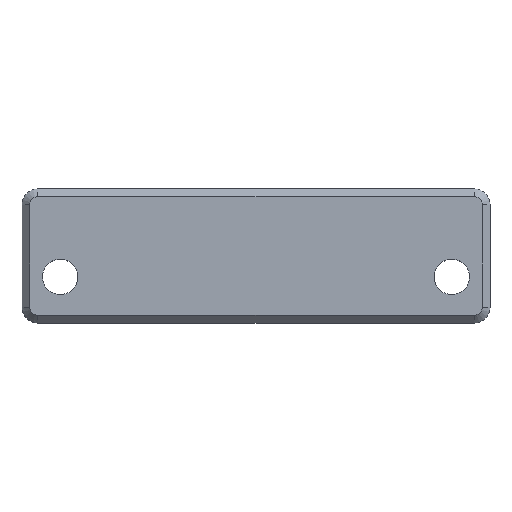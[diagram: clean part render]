
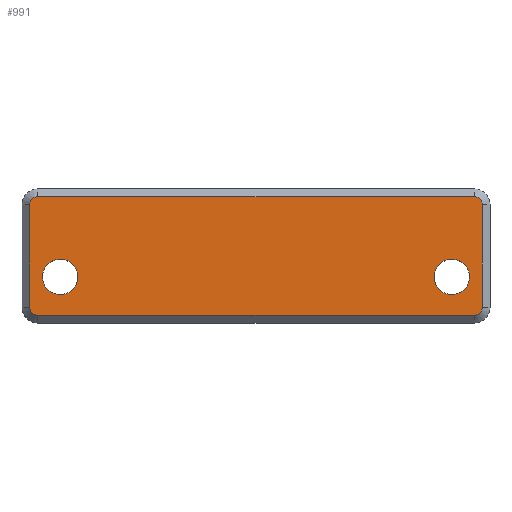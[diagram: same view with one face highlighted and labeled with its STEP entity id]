
A CAD part, top view. The second image highlights one B-rep face of the part: STEP entity #991.
In plain terms, the highlighted planar face has unit normal (0, 0, 1).
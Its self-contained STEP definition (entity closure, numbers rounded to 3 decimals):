
#17=FACE_BOUND('',#197,.T.);
#18=FACE_BOUND('',#198,.T.);
#81=CIRCLE('',#1089,1.);
#83=CIRCLE('',#1093,1.);
#84=CIRCLE('',#1096,1.);
#85=CIRCLE('',#1099,1.);
#86=CIRCLE('',#1104,2.25);
#87=CIRCLE('',#1105,2.25);
#135=FACE_OUTER_BOUND('',#196,.T.);
#196=EDGE_LOOP('',(#849,#850,#851,#852,#853,#854,#855,#856));
#197=EDGE_LOOP('',(#857));
#198=EDGE_LOOP('',(#858));
#284=LINE('',#1642,#381);
#288=LINE('',#1654,#385);
#292=LINE('',#1664,#389);
#295=LINE('',#1672,#392);
#381=VECTOR('',#1332,10.);
#385=VECTOR('',#1344,10.);
#389=VECTOR('',#1356,10.);
#392=VECTOR('',#1365,10.);
#476=VERTEX_POINT('',#1639);
#477=VERTEX_POINT('',#1641);
#479=VERTEX_POINT('',#1647);
#481=VERTEX_POINT('',#1652);
#482=VERTEX_POINT('',#1658);
#483=VERTEX_POINT('',#1662);
#484=VERTEX_POINT('',#1666);
#485=VERTEX_POINT('',#1670);
#486=VERTEX_POINT('',#1681);
#487=VERTEX_POINT('',#1683);
#597=EDGE_CURVE('',#476,#477,#284,.T.);
#601=EDGE_CURVE('',#479,#476,#81,.T.);
#603=EDGE_CURVE('',#481,#479,#288,.T.);
#607=EDGE_CURVE('',#482,#481,#83,.T.);
#609=EDGE_CURVE('',#483,#482,#292,.T.);
#611=EDGE_CURVE('',#484,#483,#84,.T.);
#613=EDGE_CURVE('',#485,#484,#295,.T.);
#614=EDGE_CURVE('',#477,#485,#85,.T.);
#617=EDGE_CURVE('',#486,#486,#86,.T.);
#618=EDGE_CURVE('',#487,#487,#87,.T.);
#849=ORIENTED_EDGE('',*,*,#597,.F.);
#850=ORIENTED_EDGE('',*,*,#601,.F.);
#851=ORIENTED_EDGE('',*,*,#603,.F.);
#852=ORIENTED_EDGE('',*,*,#607,.F.);
#853=ORIENTED_EDGE('',*,*,#609,.F.);
#854=ORIENTED_EDGE('',*,*,#611,.F.);
#855=ORIENTED_EDGE('',*,*,#613,.F.);
#856=ORIENTED_EDGE('',*,*,#614,.F.);
#857=ORIENTED_EDGE('',*,*,#617,.T.);
#858=ORIENTED_EDGE('',*,*,#618,.T.);
#939=PLANE('',#1103);
#991=ADVANCED_FACE('',(#135,#17,#18),#939,.T.);
#1089=AXIS2_PLACEMENT_3D('',#1649,#1339,#1340);
#1093=AXIS2_PLACEMENT_3D('',#1660,#1351,#1352);
#1096=AXIS2_PLACEMENT_3D('',#1668,#1360,#1361);
#1099=AXIS2_PLACEMENT_3D('',#1674,#1368,#1369);
#1103=AXIS2_PLACEMENT_3D('',#1680,#1378,#1379);
#1104=AXIS2_PLACEMENT_3D('',#1682,#1380,#1381);
#1105=AXIS2_PLACEMENT_3D('',#1684,#1382,#1383);
#1332=DIRECTION('',(-1.,0.,0.));
#1339=DIRECTION('center_axis',(0.,0.,-1.));
#1340=DIRECTION('ref_axis',(0.707,-0.707,0.));
#1344=DIRECTION('',(0.,-1.,0.));
#1351=DIRECTION('center_axis',(0.,0.,-1.));
#1352=DIRECTION('ref_axis',(0.707,0.707,0.));
#1356=DIRECTION('',(1.,0.,0.));
#1360=DIRECTION('center_axis',(0.,0.,-1.));
#1361=DIRECTION('ref_axis',(-0.707,0.707,0.));
#1365=DIRECTION('',(0.,1.,0.));
#1368=DIRECTION('center_axis',(0.,0.,-1.));
#1369=DIRECTION('ref_axis',(-0.707,-0.707,0.));
#1378=DIRECTION('center_axis',(0.,0.,1.));
#1379=DIRECTION('ref_axis',(1.,0.,0.));
#1380=DIRECTION('center_axis',(0.,0.,-1.));
#1381=DIRECTION('ref_axis',(1.,0.,0.));
#1382=DIRECTION('center_axis',(0.,0.,-1.));
#1383=DIRECTION('ref_axis',(1.,0.,0.));
#1639=CARTESIAN_POINT('',(27.7,-70.,37.07));
#1641=CARTESIAN_POINT('',(-27.7,-70.,37.07));
#1642=CARTESIAN_POINT('',(-14.85,-70.,37.07));
#1647=CARTESIAN_POINT('',(28.7,-69.,37.07));
#1649=CARTESIAN_POINT('Origin',(27.7,-69.,37.07));
#1652=CARTESIAN_POINT('',(28.7,-55.975,37.07));
#1654=CARTESIAN_POINT('',(28.7,-66.744,37.07));
#1658=CARTESIAN_POINT('',(27.7,-54.975,37.07));
#1660=CARTESIAN_POINT('Origin',(27.7,-55.975,37.07));
#1662=CARTESIAN_POINT('',(-27.7,-54.975,37.07));
#1664=CARTESIAN_POINT('',(14.85,-54.975,37.07));
#1666=CARTESIAN_POINT('',(-28.7,-55.975,37.07));
#1668=CARTESIAN_POINT('Origin',(-27.7,-55.975,37.07));
#1670=CARTESIAN_POINT('',(-28.7,-69.,37.07));
#1672=CARTESIAN_POINT('',(-28.7,-58.231,37.07));
#1674=CARTESIAN_POINT('Origin',(-27.7,-69.,37.07));
#1680=CARTESIAN_POINT('Origin',(0.,-62.487,37.07));
#1681=CARTESIAN_POINT('',(22.6,-65.15,37.07));
#1682=CARTESIAN_POINT('Origin',(24.85,-65.15,37.07));
#1683=CARTESIAN_POINT('',(-27.1,-65.15,37.07));
#1684=CARTESIAN_POINT('Origin',(-24.85,-65.15,37.07));
